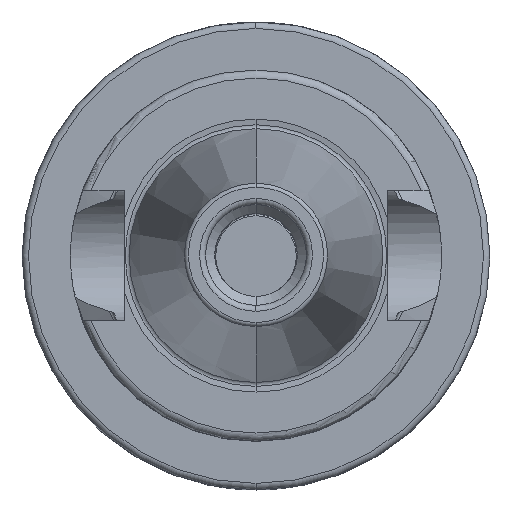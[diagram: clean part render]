
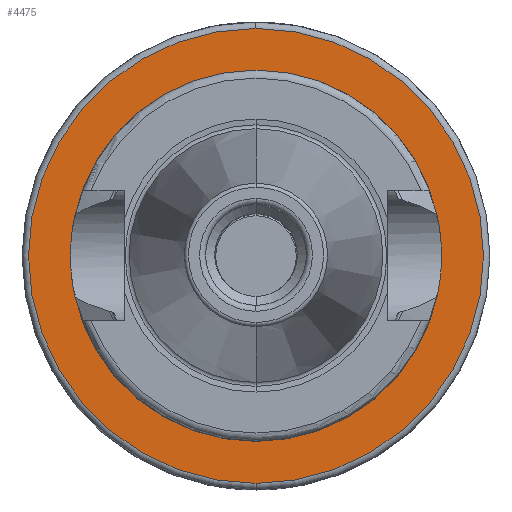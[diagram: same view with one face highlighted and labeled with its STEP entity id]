
A CAD part, top view. The second image highlights one B-rep face of the part: STEP entity #4475.
In plain terms, the highlighted planar face has unit normal (0, 0, 1).
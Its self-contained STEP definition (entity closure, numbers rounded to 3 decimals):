
#1130=CARTESIAN_POINT('',(0,0.,-2.1));
#1131=DIRECTION('',(0,0,1));
#1132=DIRECTION('',(0,-1,0));
#1133=AXIS2_PLACEMENT_3D('',#1130,#1131,#1132);
#1135=CARTESIAN_POINT('',(0,0.,-2.1));
#1136=DIRECTION('',(0,0,1));
#1137=DIRECTION('',(0,1,0));
#1138=AXIS2_PLACEMENT_3D('',#1135,#1136,#1137);
#1140=CARTESIAN_POINT('',(0,0,-2.1));
#1141=DIRECTION('',(0,0,-1));
#1142=DIRECTION('',(0,1,0));
#1143=AXIS2_PLACEMENT_3D('',#1140,#1141,#1142);
#1145=CARTESIAN_POINT('',(0,0,-2.1));
#1146=DIRECTION('',(0,0,-1));
#1147=DIRECTION('',(0,-1,0));
#1148=AXIS2_PLACEMENT_3D('',#1145,#1146,#1147);
#3009=CARTESIAN_POINT('',(0.,-22.8,-2.1));
#3010=CARTESIAN_POINT('',(0,22.8,-2.1));
#3011=VERTEX_POINT('',#3009);
#3012=VERTEX_POINT('',#3010);
#3029=CARTESIAN_POINT('',(0,28.2,-2.1));
#3030=CARTESIAN_POINT('',(0,-28.2,-2.1));
#3031=VERTEX_POINT('',#3029);
#3032=VERTEX_POINT('',#3030);
#4460=CARTESIAN_POINT('',(0,0.,-2.1));
#4461=DIRECTION('',(0,0,1));
#4462=DIRECTION('',(0,1,0));
#4463=AXIS2_PLACEMENT_3D('',#4460,#4461,#4462);
#4464=PLANE('',#4463);
#4465=ORIENTED_EDGE('',*,*,#3949,.T.);
#4466=ORIENTED_EDGE('',*,*,#3934,.T.);
#4467=EDGE_LOOP('',(#4465,#4466));
#4468=FACE_OUTER_BOUND('',#4467,.F.);
#4470=ORIENTED_EDGE('',*,*,#4469,.T.);
#4472=ORIENTED_EDGE('',*,*,#4471,.T.);
#4473=EDGE_LOOP('',(#4470,#4472));
#4474=FACE_BOUND('',#4473,.F.);
#4475=ADVANCED_FACE('',(#4468,#4474),#4464,.T.);
#1134=CIRCLE('',#1133,22.8);
#1139=CIRCLE('',#1138,22.8);
#1144=CIRCLE('',#1143,28.2);
#1149=CIRCLE('',#1148,28.2);
#3934=EDGE_CURVE('',#3032,#3031,#1149,.T.);
#3949=EDGE_CURVE('',#3031,#3032,#1144,.T.);
#4469=EDGE_CURVE('',#3011,#3012,#1134,.T.);
#4471=EDGE_CURVE('',#3012,#3011,#1139,.T.);
